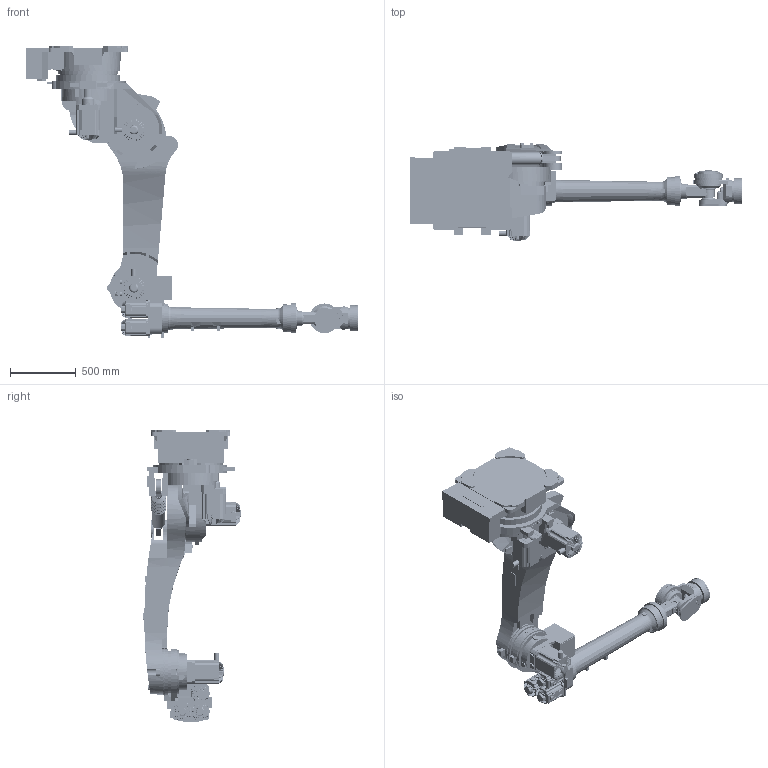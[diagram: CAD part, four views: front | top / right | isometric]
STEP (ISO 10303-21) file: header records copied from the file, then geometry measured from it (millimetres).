
FILE_DESCRIPTION (( 'STEP AP214' ), '1' );
FILE_NAME ('HC160L,HC200 埃家拳.STEP', '2019-12-31T01:03:07', ( 'Windows 荤侩磊' ), ( 'HRDG' ), 'SwSTEP 2.0', 'SolidWorks 2017', '' );
FILE_SCHEMA (( 'AUTOMOTIVE_DESIGN' ));
Length unit declared in the file: millimetre
Products named in the file (1): HC160L,HC200 埃家拳
Bounding box: 2520 x 740 x 2217.1 mm (x, y, z)
Volume: 267119269 mm3; surface area: 14398548.9 mm2
Topology: 64 solids, 77 shells, 7429 faces, 18240 edges, 11499 vertices
Faces by surface type: plane 3468, cylinder 2383, torus 576, bspline 478, cone 410, sphere 114
Full cylindrical faces by diameter (mm): 2.5 x8, 5 x17, 6 x17, 6.8 x3, 7.9 x1, 8 x3, 8.5 x24, 8.7 x1, 9 x7, 9.728 x1, 10 x6, 10.5 x1, 12 x2, 13 x12, 14.75 x1, 15 x7, 20 x7, 22 x4, 23 x3, 24 x4, 25 x3, 27.6 x3, 28 x10, 30 x10, 33.275 x1, 35 x7, 38 x6, 38.1 x3, 40 x16, 42 x2
Entity records: 305575 total; most frequent: CARTESIAN_POINT 55343, DIRECTION 34944, ORIENTED_EDGE 33642, EDGE_CURVE 16821, AXIS2_PLACEMENT_3D 12818, VERTEX_POINT 11219, VECTOR 9308, LINE 9308
